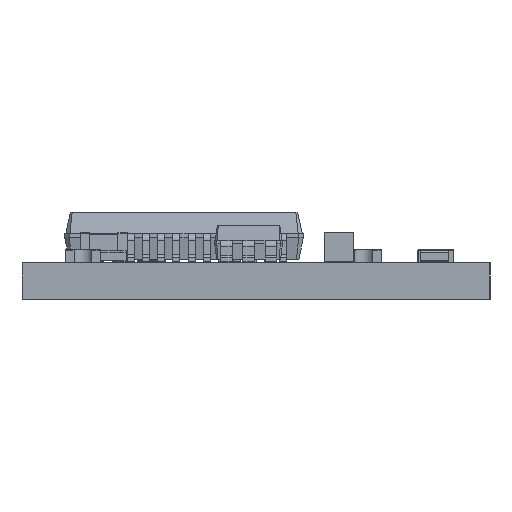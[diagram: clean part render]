
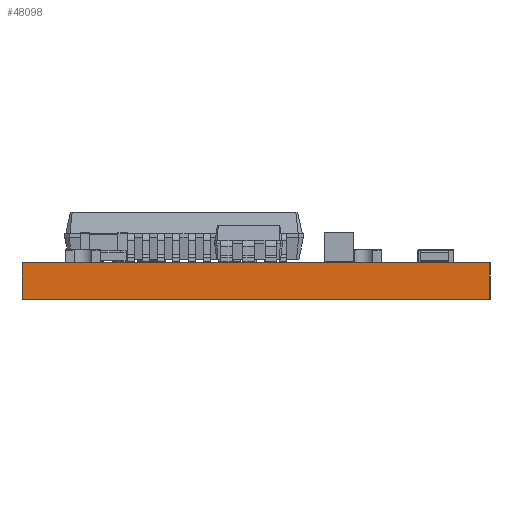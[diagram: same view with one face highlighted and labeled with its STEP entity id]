
A CAD part, left-side view. The second image highlights one B-rep face of the part: STEP entity #48098.
In plain terms, the highlighted planar face has unit normal (-1, 0, 0).
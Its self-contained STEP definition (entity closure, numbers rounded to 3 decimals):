
#47917 = PLANE('',#47918);
#47918 = AXIS2_PLACEMENT_3D('',#47919,#47920,#47921);
#47919 = CARTESIAN_POINT('',(173.637,-98.897,0.));
#47920 = DIRECTION('',(0.,-1.,0.));
#47921 = DIRECTION('',(-1.,0.,0.));
#47942 = VERTEX_POINT('',#47943);
#47943 = CARTESIAN_POINT('',(123.631,-98.897,1.58));
#47957 = PLANE('',#47958);
#47958 = AXIS2_PLACEMENT_3D('',#47959,#47960,#47961);
#47959 = CARTESIAN_POINT('',(148.634,-88.9,1.58));
#47960 = DIRECTION('',(-0.,-0.,-1.));
#47961 = DIRECTION('',(-1.,0.,0.));
#47969 = EDGE_CURVE('',#47970,#47942,#47972,.T.);
#47970 = VERTEX_POINT('',#47971);
#47971 = CARTESIAN_POINT('',(123.631,-98.897,0.));
#47972 = SURFACE_CURVE('',#47973,(#47977,#47984),.PCURVE_S1.);
#47973 = LINE('',#47974,#47975);
#47974 = CARTESIAN_POINT('',(123.631,-98.897,0.));
#47975 = VECTOR('',#47976,1.);
#47976 = DIRECTION('',(0.,0.,1.));
#47977 = PCURVE('',#47917,#47978);
#47978 = DEFINITIONAL_REPRESENTATION('',(#47979),#47983);
#47979 = LINE('',#47980,#47981);
#47980 = CARTESIAN_POINT('',(50.006,0.));
#47981 = VECTOR('',#47982,1.);
#47982 = DIRECTION('',(0.,-1.));
#47983 = ( GEOMETRIC_REPRESENTATION_CONTEXT(2) 
PARAMETRIC_REPRESENTATION_CONTEXT() REPRESENTATION_CONTEXT('2D SPACE',''
  ) );
#47984 = PCURVE('',#47985,#47990);
#47985 = PLANE('',#47986);
#47986 = AXIS2_PLACEMENT_3D('',#47987,#47988,#47989);
#47987 = CARTESIAN_POINT('',(123.631,-98.897,0.));
#47988 = DIRECTION('',(-1.,0.,0.));
#47989 = DIRECTION('',(0.,1.,0.));
#47990 = DEFINITIONAL_REPRESENTATION('',(#47991),#47995);
#47991 = LINE('',#47992,#47993);
#47992 = CARTESIAN_POINT('',(0.,0.));
#47993 = VECTOR('',#47994,1.);
#47994 = DIRECTION('',(0.,-1.));
#47995 = ( GEOMETRIC_REPRESENTATION_CONTEXT(2) 
PARAMETRIC_REPRESENTATION_CONTEXT() REPRESENTATION_CONTEXT('2D SPACE',''
  ) );
#48011 = PLANE('',#48012);
#48012 = AXIS2_PLACEMENT_3D('',#48013,#48014,#48015);
#48013 = CARTESIAN_POINT('',(148.634,-88.9,0.));
#48014 = DIRECTION('',(-0.,-0.,-1.));
#48015 = DIRECTION('',(-1.,0.,0.));
#48044 = PLANE('',#48045);
#48045 = AXIS2_PLACEMENT_3D('',#48046,#48047,#48048);
#48046 = CARTESIAN_POINT('',(123.631,-78.904,0.));
#48047 = DIRECTION('',(0.,1.,0.));
#48048 = DIRECTION('',(1.,0.,0.));
#48098 = ADVANCED_FACE('',(#48099),#47985,.T.);
#48099 = FACE_BOUND('',#48100,.T.);
#48100 = EDGE_LOOP('',(#48101,#48102,#48125,#48148));
#48101 = ORIENTED_EDGE('',*,*,#47969,.T.);
#48102 = ORIENTED_EDGE('',*,*,#48103,.T.);
#48103 = EDGE_CURVE('',#47942,#48104,#48106,.T.);
#48104 = VERTEX_POINT('',#48105);
#48105 = CARTESIAN_POINT('',(123.631,-78.904,1.58));
#48106 = SURFACE_CURVE('',#48107,(#48111,#48118),.PCURVE_S1.);
#48107 = LINE('',#48108,#48109);
#48108 = CARTESIAN_POINT('',(123.631,-98.897,1.58));
#48109 = VECTOR('',#48110,1.);
#48110 = DIRECTION('',(0.,1.,0.));
#48111 = PCURVE('',#47985,#48112);
#48112 = DEFINITIONAL_REPRESENTATION('',(#48113),#48117);
#48113 = LINE('',#48114,#48115);
#48114 = CARTESIAN_POINT('',(0.,-1.58));
#48115 = VECTOR('',#48116,1.);
#48116 = DIRECTION('',(1.,0.));
#48117 = ( GEOMETRIC_REPRESENTATION_CONTEXT(2) 
PARAMETRIC_REPRESENTATION_CONTEXT() REPRESENTATION_CONTEXT('2D SPACE',''
  ) );
#48118 = PCURVE('',#47957,#48119);
#48119 = DEFINITIONAL_REPRESENTATION('',(#48120),#48124);
#48120 = LINE('',#48121,#48122);
#48121 = CARTESIAN_POINT('',(25.003,-9.997));
#48122 = VECTOR('',#48123,1.);
#48123 = DIRECTION('',(0.,1.));
#48124 = ( GEOMETRIC_REPRESENTATION_CONTEXT(2) 
PARAMETRIC_REPRESENTATION_CONTEXT() REPRESENTATION_CONTEXT('2D SPACE',''
  ) );
#48125 = ORIENTED_EDGE('',*,*,#48126,.F.);
#48126 = EDGE_CURVE('',#48127,#48104,#48129,.T.);
#48127 = VERTEX_POINT('',#48128);
#48128 = CARTESIAN_POINT('',(123.631,-78.904,0.));
#48129 = SURFACE_CURVE('',#48130,(#48134,#48141),.PCURVE_S1.);
#48130 = LINE('',#48131,#48132);
#48131 = CARTESIAN_POINT('',(123.631,-78.904,0.));
#48132 = VECTOR('',#48133,1.);
#48133 = DIRECTION('',(0.,0.,1.));
#48134 = PCURVE('',#47985,#48135);
#48135 = DEFINITIONAL_REPRESENTATION('',(#48136),#48140);
#48136 = LINE('',#48137,#48138);
#48137 = CARTESIAN_POINT('',(19.993,0.));
#48138 = VECTOR('',#48139,1.);
#48139 = DIRECTION('',(0.,-1.));
#48140 = ( GEOMETRIC_REPRESENTATION_CONTEXT(2) 
PARAMETRIC_REPRESENTATION_CONTEXT() REPRESENTATION_CONTEXT('2D SPACE',''
  ) );
#48141 = PCURVE('',#48044,#48142);
#48142 = DEFINITIONAL_REPRESENTATION('',(#48143),#48147);
#48143 = LINE('',#48144,#48145);
#48144 = CARTESIAN_POINT('',(0.,0.));
#48145 = VECTOR('',#48146,1.);
#48146 = DIRECTION('',(0.,-1.));
#48147 = ( GEOMETRIC_REPRESENTATION_CONTEXT(2) 
PARAMETRIC_REPRESENTATION_CONTEXT() REPRESENTATION_CONTEXT('2D SPACE',''
  ) );
#48148 = ORIENTED_EDGE('',*,*,#48149,.F.);
#48149 = EDGE_CURVE('',#47970,#48127,#48150,.T.);
#48150 = SURFACE_CURVE('',#48151,(#48155,#48162),.PCURVE_S1.);
#48151 = LINE('',#48152,#48153);
#48152 = CARTESIAN_POINT('',(123.631,-98.897,0.));
#48153 = VECTOR('',#48154,1.);
#48154 = DIRECTION('',(0.,1.,0.));
#48155 = PCURVE('',#47985,#48156);
#48156 = DEFINITIONAL_REPRESENTATION('',(#48157),#48161);
#48157 = LINE('',#48158,#48159);
#48158 = CARTESIAN_POINT('',(0.,0.));
#48159 = VECTOR('',#48160,1.);
#48160 = DIRECTION('',(1.,0.));
#48161 = ( GEOMETRIC_REPRESENTATION_CONTEXT(2) 
PARAMETRIC_REPRESENTATION_CONTEXT() REPRESENTATION_CONTEXT('2D SPACE',''
  ) );
#48162 = PCURVE('',#48011,#48163);
#48163 = DEFINITIONAL_REPRESENTATION('',(#48164),#48168);
#48164 = LINE('',#48165,#48166);
#48165 = CARTESIAN_POINT('',(25.003,-9.997));
#48166 = VECTOR('',#48167,1.);
#48167 = DIRECTION('',(0.,1.));
#48168 = ( GEOMETRIC_REPRESENTATION_CONTEXT(2) 
PARAMETRIC_REPRESENTATION_CONTEXT() REPRESENTATION_CONTEXT('2D SPACE',''
  ) );
